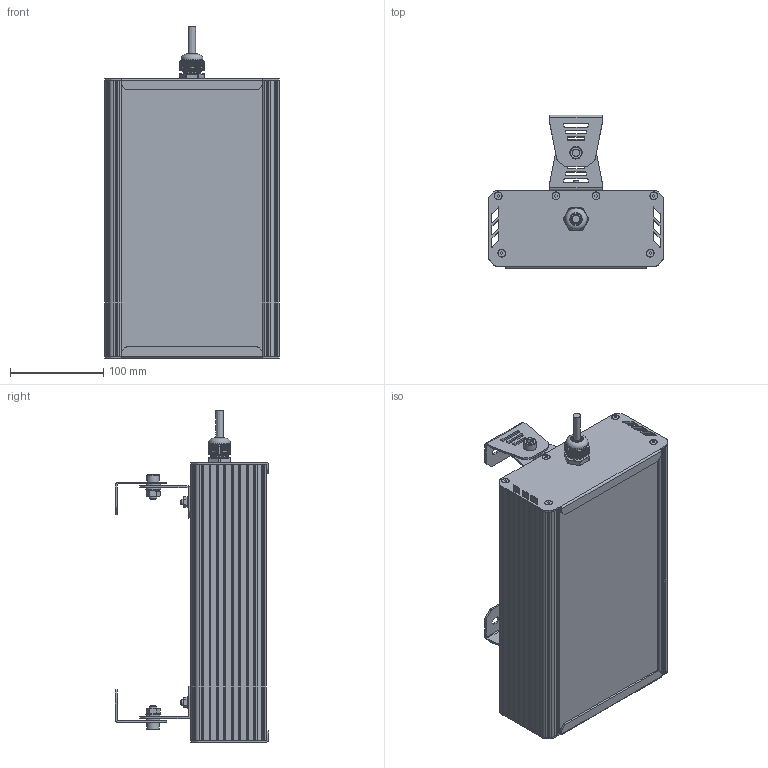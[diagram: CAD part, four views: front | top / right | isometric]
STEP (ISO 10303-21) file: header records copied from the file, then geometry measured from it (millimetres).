
FILE_DESCRIPTION(('STEP AP214'), '1');
FILE_NAME('001.0079.73.000 ÃÑÏ-Ýêñòðà-Îïòèê-60', '2023-11-02T06:55:34', ('Ëóêîíèí'), ('ÎÊÁ Ñâîé Ñòèëü'), 'C3D Converter', 'C3D Toolkit', '');
FILE_SCHEMA(('AUTOMOTIVE_DESIGN { 1 0 10303 214 3 1 1}'));
Length unit declared in the file: millimetre
Products named in the file (32): 001.0079.73.000; 001.0065.01.000
Assembly tree (165 placements, depth 4):
  001.0079.73.000
    (unnamed)
      (unnamed)  x6
      (unnamed)
      (unnamed)
      (unnamed)
      (unnamed)  x6
      (unnamed)  x78
      (unnamed)  x6
      (unnamed)  x6
      (unnamed)  x6
      (unnamed)  x6
      (unnamed)  x6
      (unnamed)  x6
      (unnamed)  x6
      (unnamed)  x6
      (unnamed)  x6
      (unnamed)
      (unnamed)
      (unnamed)
      (unnamed)
        (unnamed)
    001.0065.01.000  x2
      (unnamed)
      (unnamed)
      (unnamed)
      (unnamed)
      (unnamed)
      (unnamed)
      (unnamed)
      (unnamed)
      (unnamed)
Bounding box: 187.37 x 164.65 x 356.43 mm (x, y, z)
Volume: 1065583.9 mm3; surface area: 819004.6 mm2
Topology: 238 solids, 238 shells, 4270 faces, 10517 edges, 7021 vertices
Faces by surface type: plane 2778, cylinder 1188, cone 178, bspline 109, torus 11, sphere 6
Full cylindrical faces by diameter (mm): 1 x6, 2 x12, 2.5 x24, 2.8 x150, 3.2 x6, 3.5 x36, 4 x12, 6 x4, 6.375 x2, 8 x16, 8.5 x8, 9 x78, 12 x3, 12.5 x1, 13.333 x2, 16 x5, 18.5 x3, 20 x1, 23.5 x1
Entity records: 107054 total; most frequent: CARTESIAN_POINT 51318, ORIENTED_EDGE 10280, DIRECTION 9684, EDGE_CURVE 5140, VERTEX_POINT 3526, AXIS2_PLACEMENT_3D 3288, LINE 3108, VECTOR 3108
